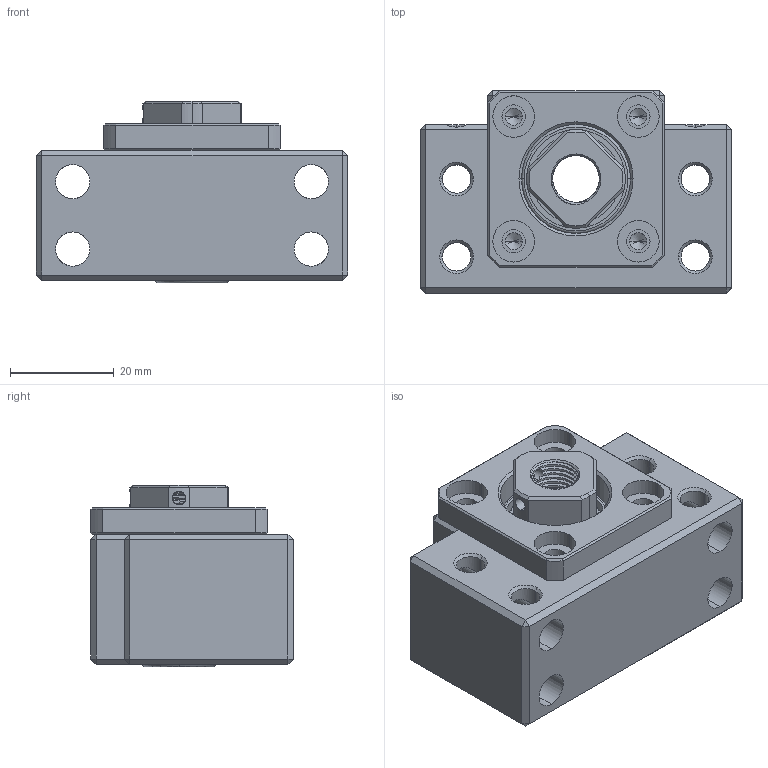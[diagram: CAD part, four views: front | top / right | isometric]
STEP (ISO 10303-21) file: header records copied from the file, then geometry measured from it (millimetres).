
FILE_DESCRIPTION (( 'STEP AP203' ), '1' );
FILE_NAME ('1BK10²Õ¦X.STEP', '2010-07-01T23:55:19', ( '' ), ( '' ), 'SwSTEP 2.0', 'SolidWorks 2008', '' );
FILE_SCHEMA (( 'CONFIG_CONTROL_DESIGN' ));
Length unit declared in the file: millimetre
Products named in the file (1): 1BK10組合
Bounding box: 60 x 39 x 35 mm (x, y, z)
Volume: 45817.2 mm3; surface area: 26954 mm2
Topology: 29 solids, 29 shells, 477 faces, 1172 edges, 706 vertices
Faces by surface type: cylinder 155, plane 103, torus 90, cone 78, sphere 36, bspline 15
Entity records: 21496 total; most frequent: CARTESIAN_POINT 10795, DIRECTION 2312, ORIENTED_EDGE 2148, EDGE_CURVE 1074, AXIS2_PLACEMENT_3D 978, VERTEX_POINT 652, EDGE_LOOP 540, CIRCLE 515
